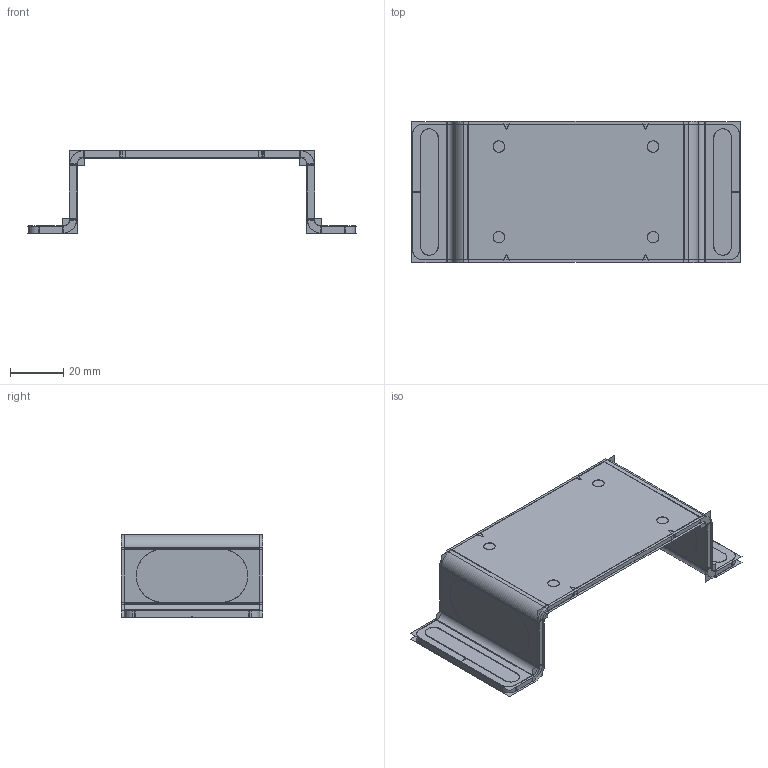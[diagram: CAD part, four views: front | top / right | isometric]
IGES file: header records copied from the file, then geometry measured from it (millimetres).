
Start section:  PTC IGES file: 253979_sm01.igs
Global section: file name: 253979_sm01.igs; native system: Creo Parametric by PTC Inc.; preprocessor: 2022414; author: banengservice; organization: Unknown; date: 20260105.115154; units: millimetre
Bounding box: 123.52 x 53.04 x 31.33 mm (x, y, z)
Surface area: 53496.6 mm2 (no closed solid volume)
Topology: 0 solids, 1 shells, 172 faces, 864 edges, 1064 vertices
Faces by surface type: bspline 116, revolution 56
